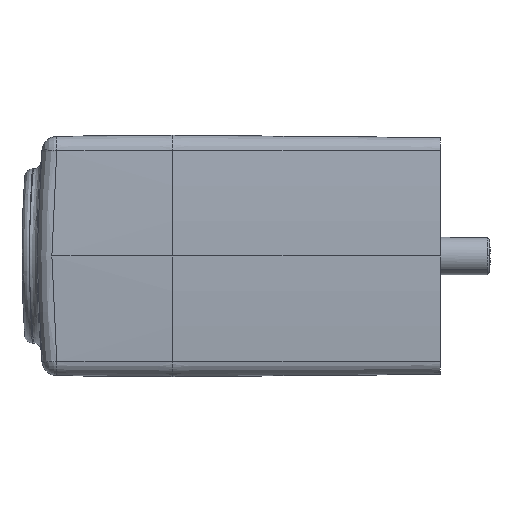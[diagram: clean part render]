
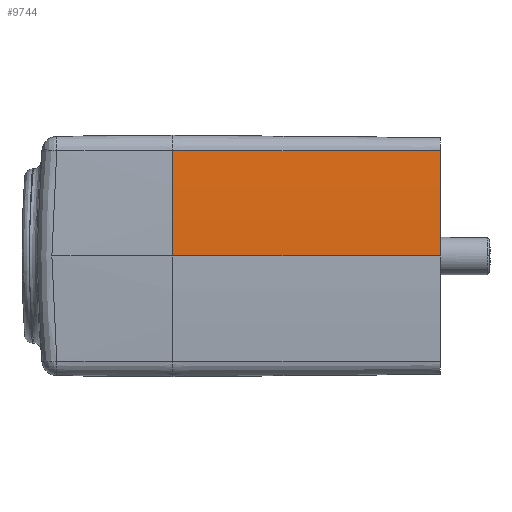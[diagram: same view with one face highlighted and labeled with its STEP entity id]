
A CAD part, front view. The second image highlights one B-rep face of the part: STEP entity #9744.
In plain terms, the highlighted conical face has half-angle 0.5 degrees and reference radius 99.922 mm.
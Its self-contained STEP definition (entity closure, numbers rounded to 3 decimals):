
#941=CARTESIAN_POINT('',(73.562,88.86,-20.454));
#942=DIRECTION('',(1.,0.,0.));
#943=DIRECTION('',(0.,-0.998,0.07));
#944=AXIS2_PLACEMENT_3D('',#941,#942,#943);
#1091=DIRECTION('',(1.,0.009,-0.001));
#1092=VECTOR('',#1091,17.851);
#1093=CARTESIAN_POINT('',(55.712,-10.893,
-13.426));
#1094=LINE('',#1093,#1092);
#1113=DIRECTION('',(1.,0.009,0.));
#1114=VECTOR('',#1113,17.851);
#1115=CARTESIAN_POINT('',(55.712,-11.14,-20.454));
#1116=LINE('',#1115,#1114);
#2583=CARTESIAN_POINT('',(55.712,88.86,-20.454));
#2584=DIRECTION('',(-1.,0.,0.));
#2585=DIRECTION('',(0.,-1.,0.));
#2586=AXIS2_PLACEMENT_3D('',#2583,#2584,#2585);
#8033=CARTESIAN_POINT('',(73.562,-10.984,
-20.454));
#8034=VERTEX_POINT('',#8033);
#8035=CARTESIAN_POINT('',(73.562,-10.737,
-13.437));
#8036=VERTEX_POINT('',#8035);
#8240=CARTESIAN_POINT('',(55.712,-11.14,
-20.454));
#8242=VERTEX_POINT('',#8240);
#8373=CARTESIAN_POINT('',(55.712,-10.893,
-13.426));
#8374=VERTEX_POINT('',#8373);
#9731=CARTESIAN_POINT('',(64.637,88.86,-20.454));
#9732=DIRECTION('',(-1.,0.,0.));
#9733=DIRECTION('',(0.,-1.,0.));
#9734=AXIS2_PLACEMENT_3D('',#9731,#9732,#9733);
#9735=CONICAL_SURFACE('',#9734,99.922,0.5);
#9737=ORIENTED_EDGE('',*,*,#9736,.F.);
#9739=ORIENTED_EDGE('',*,*,#9738,.T.);
#9740=ORIENTED_EDGE('',*,*,#9722,.T.);
#9741=ORIENTED_EDGE('',*,*,#9616,.T.);
#9742=EDGE_LOOP('',(#9737,#9739,#9740,#9741));
#9743=FACE_OUTER_BOUND('',#9742,.F.);
#9744=ADVANCED_FACE('',(#9743),#9735,.T.);
#945=CIRCLE('',#944,99.844);
#2587=CIRCLE('',#2586,100.);
#9616=EDGE_CURVE('',#8036,#8034,#945,.T.);
#9722=EDGE_CURVE('',#8374,#8036,#1094,.T.);
#9736=EDGE_CURVE('',#8242,#8034,#1116,.T.);
#9738=EDGE_CURVE('',#8242,#8374,#2587,.T.);
